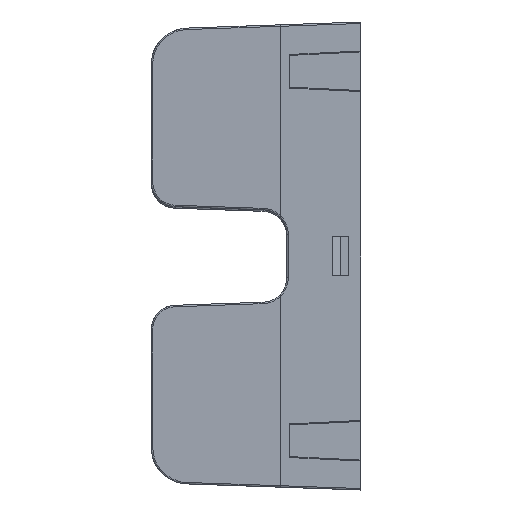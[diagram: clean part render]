
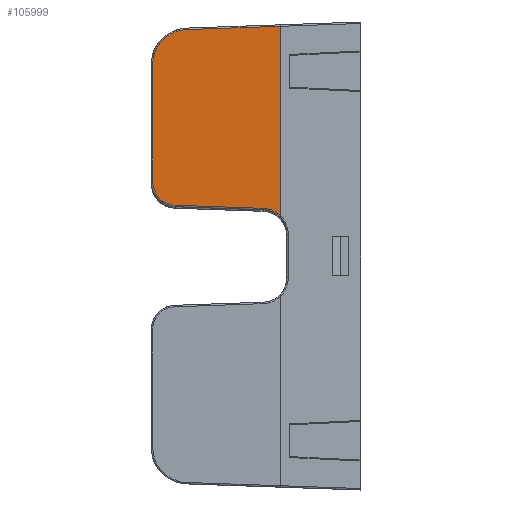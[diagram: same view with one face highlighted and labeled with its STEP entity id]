
A CAD part, left-side view. The second image highlights one B-rep face of the part: STEP entity #105999.
In plain terms, the highlighted planar face has unit normal (-1, 0.018, 0).
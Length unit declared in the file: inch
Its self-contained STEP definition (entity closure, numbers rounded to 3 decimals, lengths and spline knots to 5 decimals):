
#4009 = ORIENTED_EDGE ( 'NONE', *, *, #63685, .T. ) ;
#4461 = CARTESIAN_POINT ( 'NONE',  ( 0.00138, 0.815, 0. ) ) ;
#5075 = LINE ( 'NONE', #4461, #124166 ) ;
#6158 = EDGE_CURVE ( 'NONE', #131212, #43841, #138316, .T. ) ;
#7069 = VERTEX_POINT ( 'NONE', #22816 ) ;
#12187 = EDGE_CURVE ( 'NONE', #7069, #47617, #121104, .T. ) ;
#12256 = CARTESIAN_POINT ( 'NONE',  ( 0.02399, 2.11026, 0.74992 ) ) ;
#12857 = CARTESIAN_POINT ( 'NONE',  ( 0.00138, 0.815, 0.40854 ) ) ;
#15277 = VERTEX_POINT ( 'NONE', #118213 ) ;
#22816 = CARTESIAN_POINT ( 'NONE',  ( 0.02003, 1.88346, 0.51507 ) ) ;
#23713 = EDGE_CURVE ( 'NONE', #43841, #33559, #61361, .T. ) ;
#23856 = CARTESIAN_POINT ( 'NONE',  ( 0.02237, 2.01726, 0.51974 ) ) ;
#25754 =( BOUNDED_CURVE ( )  B_SPLINE_CURVE ( 3, ( #12256, #69268, #23856, #104556 ),
 .UNSPECIFIED., .F., .F. ) 
 B_SPLINE_CURVE_WITH_KNOTS ( ( 4, 4 ),
 ( 3.14159, 4.67748 ),
 .UNSPECIFIED. ) 
 CURVE ( )  GEOMETRIC_REPRESENTATION_ITEM ( )  RATIONAL_B_SPLINE_CURVE ( ( 1., 0.813, 0.813, 1. ) ) 
 REPRESENTATION_ITEM ( '' )  );
#27760 =( BOUNDED_CURVE ( )  B_SPLINE_CURVE ( 3, ( #47136, #116224, #81910, #12857 ),
 .UNSPECIFIED., .F., .F. ) 
 B_SPLINE_CURVE_WITH_KNOTS ( ( 4, 4 ),
 ( 1.6057, 2.34494 ),
 .UNSPECIFIED. ) 
 CURVE ( )  GEOMETRIC_REPRESENTATION_ITEM ( )  RATIONAL_B_SPLINE_CURVE ( ( 1., 0.955, 0.955, 1. ) ) 
 REPRESENTATION_ITEM ( '' )  );
#32195 = CARTESIAN_POINT ( 'NONE',  ( 0.00138, 0.815, 2.33154 ) ) ;
#33559 = VERTEX_POINT ( 'NONE', #90903 ) ;
#40780 = CARTESIAN_POINT ( 'NONE',  ( 0.01801, 1.76765, 2.29827 ) ) ;
#42521 = DIRECTION ( 'NONE',  ( 1., -0.017, 0. ) ) ;
#43841 = VERTEX_POINT ( 'NONE', #63750 ) ;
#47136 = CARTESIAN_POINT ( 'NONE',  ( 0.00446, 0.99101, 0.4839 ) ) ;
#47617 = VERTEX_POINT ( 'NONE', #79310 ) ;
#49852 = CARTESIAN_POINT ( 'NONE',  ( 0.02154, 1.96977, 2.29121 ) ) ;
#52151 = ORIENTED_EDGE ( 'NONE', *, *, #23713, .T. ) ;
#53599 = PLANE ( 'NONE',  #64386 ) ;
#54956 = DIRECTION ( 'NONE',  ( 0., 0., -1. ) ) ;
#59796 = VECTOR ( 'NONE', #120975, 39.37008 ) ;
#61361 = LINE ( 'NONE', #135587, #88416 ) ;
#61458 = CARTESIAN_POINT ( 'NONE',  ( 0.02399, 2.11026, 2.14573 ) ) ;
#62391 = ORIENTED_EDGE ( 'NONE', *, *, #105685, .T. ) ;
#63685 = EDGE_CURVE ( 'NONE', #107795, #131212, #143561, .T. ) ;
#63750 = CARTESIAN_POINT ( 'NONE',  ( 0.02399, 2.11026, 1.94349 ) ) ;
#64386 = AXIS2_PLACEMENT_3D ( 'NONE', #111604, #42521, #123095 ) ;
#69268 = CARTESIAN_POINT ( 'NONE',  ( 0.02399, 2.11026, 0.61604 ) ) ;
#79310 = CARTESIAN_POINT ( 'NONE',  ( 0.00446, 0.99101, 0.4839 ) ) ;
#81910 = CARTESIAN_POINT ( 'NONE',  ( 0.00222, 0.86279, 0.45526 ) ) ;
#82281 = VECTOR ( 'NONE', #99341, 39.37008 ) ;
#84114 = ORIENTED_EDGE ( 'NONE', *, *, #6158, .T. ) ;
#86075 = ORIENTED_EDGE ( 'NONE', *, *, #106359, .T. ) ;
#86221 = CARTESIAN_POINT ( 'NONE',  ( 0.0052, 1.03353, 0.48538 ) ) ;
#87730 = CARTESIAN_POINT ( 'NONE',  ( 0.01801, 1.76739, 2.29828 ) ) ;
#88416 = VECTOR ( 'NONE', #54956, 39.37008 ) ;
#90903 = CARTESIAN_POINT ( 'NONE',  ( 0.02399, 2.11026, 0.74992 ) ) ;
#97437 = FACE_OUTER_BOUND ( 'NONE', #131018, .T. ) ;
#98719 = ORIENTED_EDGE ( 'NONE', *, *, #12187, .T. ) ;
#99341 = DIRECTION ( 'NONE',  ( 0.017, 0.999, -0.035 ) ) ;
#104556 = CARTESIAN_POINT ( 'NONE',  ( 0.02003, 1.88346, 0.51507 ) ) ;
#105685 = EDGE_CURVE ( 'NONE', #47617, #15277, #27760, .T. ) ;
#105999 = ADVANCED_FACE ( 'NONE', ( #97437 ), #53599, .F. ) ;
#106359 = EDGE_CURVE ( 'NONE', #15277, #107795, #5075, .T. ) ;
#107795 = VERTEX_POINT ( 'NONE', #32195 ) ;
#111604 = CARTESIAN_POINT ( 'NONE',  ( 0.02425, 2.125, 2.375 ) ) ;
#116026 = EDGE_CURVE ( 'NONE', #33559, #7069, #25754, .T. ) ;
#116224 = CARTESIAN_POINT ( 'NONE',  ( 0.00329, 0.92422, 0.48157 ) ) ;
#118213 = CARTESIAN_POINT ( 'NONE',  ( 0.00138, 0.815, 0.40854 ) ) ;
#120975 = DIRECTION ( 'NONE',  ( -0.017, -0.999, -0.035 ) ) ;
#121104 = LINE ( 'NONE', #86221, #59796 ) ;
#123095 = DIRECTION ( 'NONE',  ( 0.017, 1., 0. ) ) ;
#124166 = VECTOR ( 'NONE', #130565, 39.37008 ) ;
#130475 = CARTESIAN_POINT ( 'NONE',  ( 0.01801, 1.76765, 2.29827 ) ) ;
#130565 = DIRECTION ( 'NONE',  ( 0., 0., 1. ) ) ;
#131018 = EDGE_LOOP ( 'NONE', ( #98719, #62391, #86075, #4009, #84114, #52151, #132735 ) ) ;
#131212 = VERTEX_POINT ( 'NONE', #40780 ) ;
#132735 = ORIENTED_EDGE ( 'NONE', *, *, #116026, .T. ) ;
#135587 = CARTESIAN_POINT ( 'NONE',  ( 0.02399, 2.11026, 0.74992 ) ) ;
#138316 =( BOUNDED_CURVE ( )  B_SPLINE_CURVE ( 3, ( #130475, #49852, #61458, #142090 ),
 .UNSPECIFIED., .F., .F. ) 
 B_SPLINE_CURVE_WITH_KNOTS ( ( 4, 4 ),
 ( 1.6057, 3.14159 ),
 .UNSPECIFIED. ) 
 CURVE ( )  GEOMETRIC_REPRESENTATION_ITEM ( )  RATIONAL_B_SPLINE_CURVE ( ( 1., 0.813, 0.813, 1. ) ) 
 REPRESENTATION_ITEM ( '' )  );
#142090 = CARTESIAN_POINT ( 'NONE',  ( 0.02399, 2.11026, 1.94349 ) ) ;
#143561 = LINE ( 'NONE', #87730, #82281 ) ;
